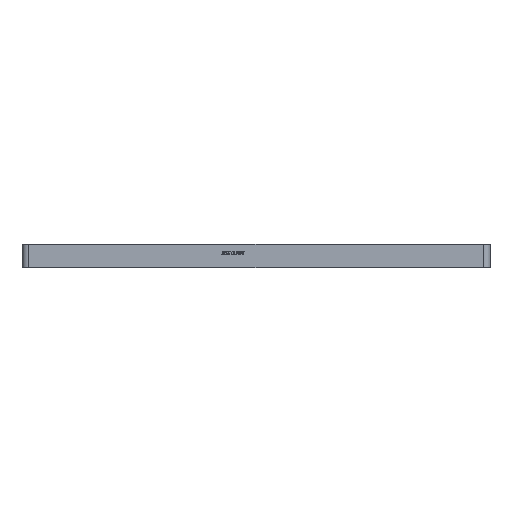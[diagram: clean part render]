
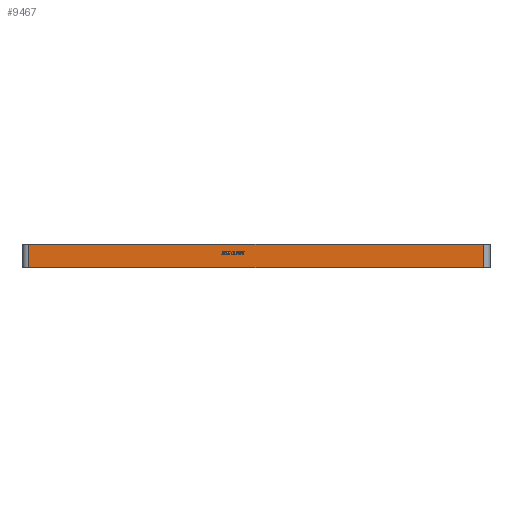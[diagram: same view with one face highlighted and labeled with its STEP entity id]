
A CAD part, front view. The second image highlights one B-rep face of the part: STEP entity #9467.
In plain terms, the highlighted planar face has unit normal (0, -1, 0).
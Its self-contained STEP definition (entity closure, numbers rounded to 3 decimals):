
#345=FACE_OUTER_BOUND('',#894,.T.);
#894=EDGE_LOOP('',(#6262,#6263,#6264,#6265));
#1476=LINE('',#12888,#2707);
#1483=LINE('',#12915,#2714);
#1484=LINE('',#12918,#2715);
#1485=LINE('',#12919,#2716);
#2707=VECTOR('',#10603,10.);
#2714=VECTOR('',#10628,10.);
#2715=VECTOR('',#10631,10.);
#2716=VECTOR('',#10632,10.);
#3936=VERTEX_POINT('',#12885);
#3937=VERTEX_POINT('',#12887);
#3948=VERTEX_POINT('',#12913);
#3949=VERTEX_POINT('',#12917);
#4850=EDGE_CURVE('',#3936,#3937,#1476,.T.);
#4864=EDGE_CURVE('',#3948,#3936,#1483,.T.);
#4865=EDGE_CURVE('',#3949,#3948,#1484,.T.);
#4866=EDGE_CURVE('',#3937,#3949,#1485,.T.);
#6262=ORIENTED_EDGE('',*,*,#4864,.F.);
#6263=ORIENTED_EDGE('',*,*,#4865,.F.);
#6264=ORIENTED_EDGE('',*,*,#4866,.F.);
#6265=ORIENTED_EDGE('',*,*,#4850,.F.);
#8997=PLANE('',#10066);
#9467=ADVANCED_FACE('',(#345),#8997,.T.);
#10066=AXIS2_PLACEMENT_3D('',#12916,#10629,#10630);
#10603=DIRECTION('',(1.,0.,0.));
#10628=DIRECTION('',(0.,0.,1.));
#10629=DIRECTION('center_axis',(0.,-1.,0.));
#10630=DIRECTION('ref_axis',(1.,0.,0.));
#10631=DIRECTION('',(-1.,0.,0.));
#10632=DIRECTION('',(0.,0.,-1.));
#12885=CARTESIAN_POINT('',(-84.5,-76.525,18.));
#12887=CARTESIAN_POINT('',(259.5,-76.525,18.));
#12888=CARTESIAN_POINT('',(264.5,-76.525,18.));
#12913=CARTESIAN_POINT('',(-84.5,-76.525,0.));
#12915=CARTESIAN_POINT('',(-84.5,-76.525,0.));
#12916=CARTESIAN_POINT('Origin',(-89.5,-76.525,0.));
#12917=CARTESIAN_POINT('',(259.5,-76.525,0.));
#12918=CARTESIAN_POINT('',(264.5,-76.525,0.));
#12919=CARTESIAN_POINT('',(259.5,-76.525,0.));
